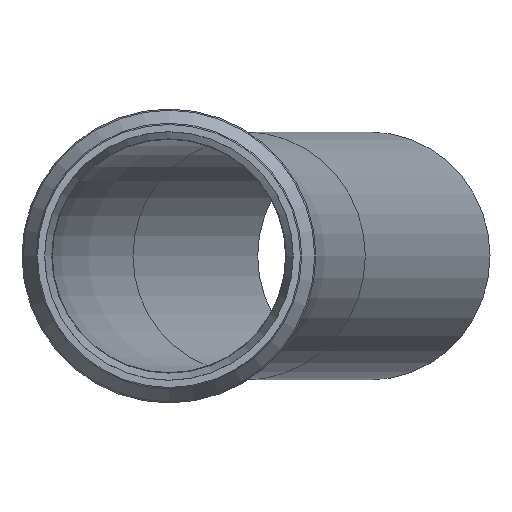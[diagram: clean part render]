
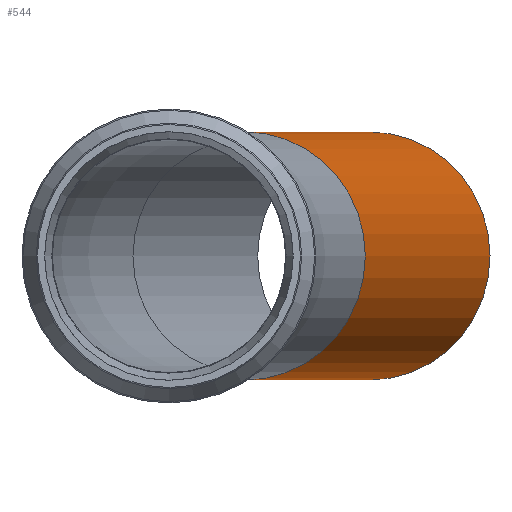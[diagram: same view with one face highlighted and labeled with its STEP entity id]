
A CAD part, left-side view. The second image highlights one B-rep face of the part: STEP entity #544.
In plain terms, the highlighted cylindrical face has radius 55 mm (diameter 110 mm), a full revolution.
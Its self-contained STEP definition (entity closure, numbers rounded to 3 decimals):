
#42=FACE_OUTER_BOUND('',#74,.T.);
#74=EDGE_LOOP('',(#372,#373,#374,#375,#376));
#107=LINE('',#951,#123);
#123=VECTOR('',#730,55.);
#145=CIRCLE('',#608,55.);
#146=CIRCLE('',#609,55.);
#147=CIRCLE('',#610,55.);
#216=VERTEX_POINT('',#948);
#217=VERTEX_POINT('',#950);
#218=VERTEX_POINT('',#952);
#277=EDGE_CURVE('',#216,#216,#145,.T.);
#278=EDGE_CURVE('',#216,#217,#107,.T.);
#279=EDGE_CURVE('',#217,#218,#146,.T.);
#280=EDGE_CURVE('',#218,#217,#147,.T.);
#372=ORIENTED_EDGE('',*,*,#277,.F.);
#373=ORIENTED_EDGE('',*,*,#278,.T.);
#374=ORIENTED_EDGE('',*,*,#279,.T.);
#375=ORIENTED_EDGE('',*,*,#280,.T.);
#376=ORIENTED_EDGE('',*,*,#278,.F.);
#533=CYLINDRICAL_SURFACE('',#607,55.);
#544=ADVANCED_FACE('',(#42),#533,.T.);
#607=AXIS2_PLACEMENT_3D('',#947,#726,#727);
#608=AXIS2_PLACEMENT_3D('',#949,#728,#729);
#609=AXIS2_PLACEMENT_3D('',#953,#731,#732);
#610=AXIS2_PLACEMENT_3D('',#954,#733,#734);
#726=DIRECTION('center_axis',(0.966,-0.259,0.));
#727=DIRECTION('ref_axis',(0.,0.,-1.));
#728=DIRECTION('center_axis',(0.966,-0.259,0.));
#729=DIRECTION('ref_axis',(0.,0.,-1.));
#730=DIRECTION('',(-0.966,0.259,0.));
#731=DIRECTION('center_axis',(0.966,-0.259,0.));
#732=DIRECTION('ref_axis',(0.,0.,-1.));
#733=DIRECTION('center_axis',(0.966,-0.259,0.));
#734=DIRECTION('ref_axis',(0.,0.,-1.));
#947=CARTESIAN_POINT('Origin',(343.71,-34.074,0.));
#948=CARTESIAN_POINT('',(550.419,-89.461,55.));
#949=CARTESIAN_POINT('Origin',(550.419,-89.461,0.));
#950=CARTESIAN_POINT('',(343.71,-34.074,55.));
#951=CARTESIAN_POINT('',(343.71,-34.074,55.));
#952=CARTESIAN_POINT('',(329.475,-87.2,0.));
#953=CARTESIAN_POINT('Origin',(343.71,-34.074,0.));
#954=CARTESIAN_POINT('Origin',(343.71,-34.074,0.));
